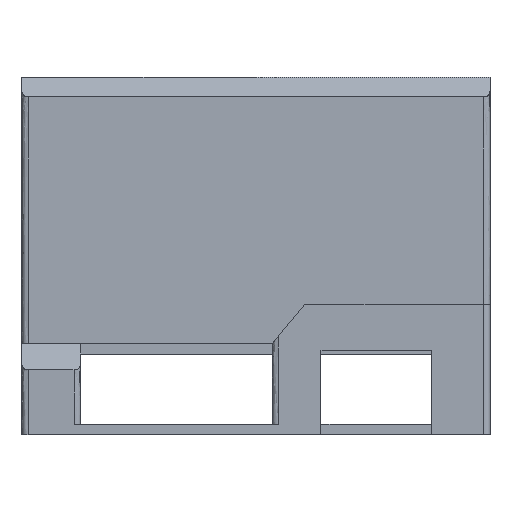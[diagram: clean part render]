
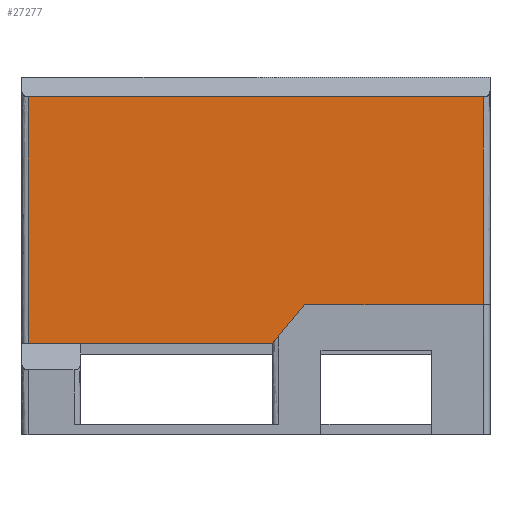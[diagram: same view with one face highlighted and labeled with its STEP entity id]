
A CAD part, front view. The second image highlights one B-rep face of the part: STEP entity #27277.
In plain terms, the highlighted planar face has unit normal (0, -1, 0).
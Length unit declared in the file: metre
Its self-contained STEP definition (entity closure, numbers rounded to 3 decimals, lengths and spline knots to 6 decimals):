
#1842=LINE('',#39056,#4552);
#1899=LINE('',#39228,#4609);
#1900=LINE('',#39236,#4610);
#1901=LINE('',#39242,#4611);
#4552=VECTOR('',#31346,1.);
#4609=VECTOR('',#31435,1.);
#4610=VECTOR('',#31436,1.);
#4611=VECTOR('',#31437,1.);
#7828=ORIENTED_EDGE('',*,*,#16261,.F.);
#7829=ORIENTED_EDGE('',*,*,#16262,.T.);
#7830=ORIENTED_EDGE('',*,*,#16263,.T.);
#7831=ORIENTED_EDGE('',*,*,#16264,.T.);
#7832=ORIENTED_EDGE('',*,*,#16189,.F.);
#7833=ORIENTED_EDGE('',*,*,#16265,.T.);
#16189=EDGE_CURVE('',#20412,#20413,#1842,.T.);
#16261=EDGE_CURVE('',#20474,#20475,#1899,.T.);
#16262=EDGE_CURVE('',#20474,#20476,#22577,.T.);
#16263=EDGE_CURVE('',#20476,#20477,#1900,.T.);
#16264=EDGE_CURVE('',#20477,#20413,#22578,.T.);
#16265=EDGE_CURVE('',#20412,#20475,#1901,.F.);
#20412=VERTEX_POINT('',#39055);
#20413=VERTEX_POINT('',#39057);
#20474=VERTEX_POINT('',#39229);
#20475=VERTEX_POINT('',#39230);
#20476=VERTEX_POINT('',#39235);
#20477=VERTEX_POINT('',#39237);
#22577=B_SPLINE_CURVE_WITH_KNOTS('',3,(#39231,#39232,#39233,#39234),
 .UNSPECIFIED.,.F.,.F.,(4,4),(0.,1.),.UNSPECIFIED.);
#22578=B_SPLINE_CURVE_WITH_KNOTS('',3,(#39238,#39239,#39240,#39241),
 .UNSPECIFIED.,.F.,.F.,(4,4),(0.,1.),.UNSPECIFIED.);
#23271=EDGE_LOOP('',(#7828,#7829,#7830,#7831,#7832,#7833));
#24921=FACE_BOUND('',#23271,.T.);
#26501=PLANE('',#29008);
#27277=ADVANCED_FACE('',(#24921),#26501,.T.);
#29008=AXIS2_PLACEMENT_3D('',#39227,#31433,#31434);
#31346=DIRECTION('',(-1.,0.,0.));
#31433=DIRECTION('',(0.,-1.,0.));
#31434=DIRECTION('',(0.,0.,-1.));
#31435=DIRECTION('',(-1.,0.,0.));
#31436=DIRECTION('',(-1.,0.,0.));
#31437=DIRECTION('',(-0.64,0.,-0.768));
#39055=CARTESIAN_POINT('',(0.0025,-0.0225,0.014));
#39056=CARTESIAN_POINT('',(0.036002,-0.0225,0.014));
#39057=CARTESIAN_POINT('',(-0.035,-0.0225,0.014));
#39227=CARTESIAN_POINT('',(0.036002,-0.0225,0.0345));
#39228=CARTESIAN_POINT('',(0.036002,-0.0225,0.02));
#39229=CARTESIAN_POINT('',(0.035,-0.0225,0.02));
#39230=CARTESIAN_POINT('',(0.0075,-0.0225,0.02));
#39231=CARTESIAN_POINT('',(0.035,-0.0225,0.02));
#39232=CARTESIAN_POINT('',(0.035,-0.0225,0.030667));
#39233=CARTESIAN_POINT('',(0.035,-0.0225,0.041333));
#39234=CARTESIAN_POINT('',(0.035,-0.0225,0.052));
#39235=CARTESIAN_POINT('',(0.035,-0.0225,0.052));
#39236=CARTESIAN_POINT('',(0.036002,-0.0225,0.052));
#39237=CARTESIAN_POINT('',(-0.035,-0.0225,0.052));
#39238=CARTESIAN_POINT('',(-0.035,-0.0225,0.052));
#39239=CARTESIAN_POINT('',(-0.035,-0.0225,0.039333));
#39240=CARTESIAN_POINT('',(-0.035,-0.0225,0.026667));
#39241=CARTESIAN_POINT('',(-0.035,-0.0225,0.014));
#39242=CARTESIAN_POINT('',(0.0025,-0.0225,0.014));
